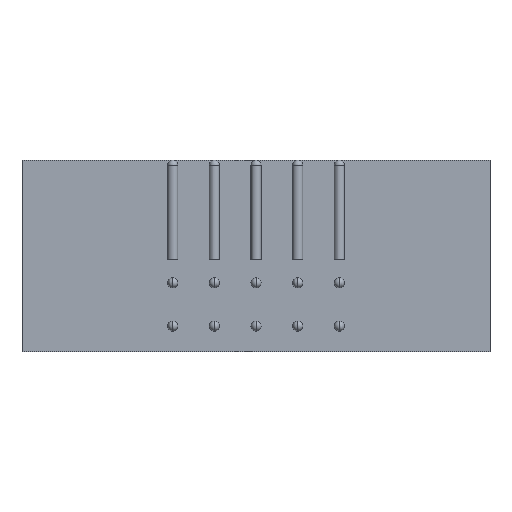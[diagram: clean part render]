
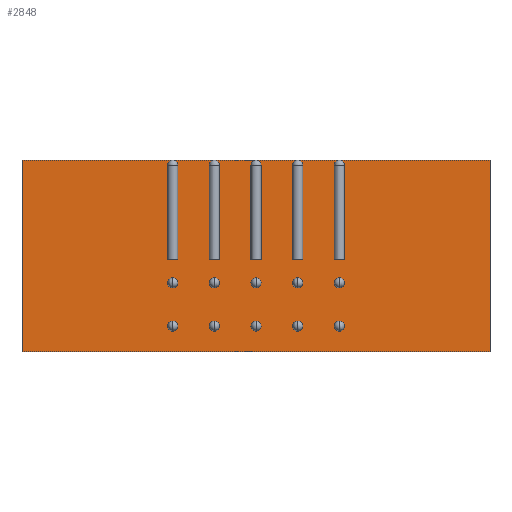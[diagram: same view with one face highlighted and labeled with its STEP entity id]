
A CAD part, front view. The second image highlights one B-rep face of the part: STEP entity #2848.
In plain terms, the highlighted planar face has unit normal (0, -1, 0).
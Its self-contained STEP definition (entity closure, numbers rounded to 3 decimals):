
#2667 = CARTESIAN_POINT ( 'NONE',  ( -15.405, 0., -6.18 ) ) ;
#2668 = VERTEX_POINT ( 'NONE', #2667 ) ;
#2669 = CARTESIAN_POINT ( 'NONE',  ( -15.405, 0., 6.444 ) ) ;
#2670 = VERTEX_POINT ( 'NONE', #2669 ) ;
#2671 = CARTESIAN_POINT ( 'NONE',  ( -15.405, 0., -6.18 ) ) ;
#2672 = DIRECTION ( 'NONE',  ( 0., 0., 1. ) ) ;
#2673 = VECTOR ( 'NONE', #2672, 1000. ) ;
#2674 = LINE ( 'NONE', #2671, #2673 ) ;
#2675 = EDGE_CURVE ( 'NONE', #2668, #2670, #2674, .T. ) ;
#2741 = CARTESIAN_POINT ( 'NONE',  ( 15.405, 0., 6.444 ) ) ;
#2742 = VERTEX_POINT ( 'NONE', #2741 ) ;
#2743 = CARTESIAN_POINT ( 'NONE',  ( -15.405, 0., 6.444 ) ) ;
#2744 = DIRECTION ( 'NONE',  ( 1., 0., 0. ) ) ;
#2745 = VECTOR ( 'NONE', #2744, 1000. ) ;
#2746 = LINE ( 'NONE', #2743, #2745 ) ;
#2747 = EDGE_CURVE ( 'NONE', #2670, #2742, #2746, .T. ) ;
#2772 = CARTESIAN_POINT ( 'NONE',  ( 15.405, 0., -6.18 ) ) ;
#2773 = VERTEX_POINT ( 'NONE', #2772 ) ;
#2774 = CARTESIAN_POINT ( 'NONE',  ( 15.405, 0., -6.18 ) ) ;
#2775 = DIRECTION ( 'NONE',  ( 0., 0., -1. ) ) ;
#2776 = VECTOR ( 'NONE', #2775, 1000. ) ;
#2777 = LINE ( 'NONE', #2774, #2776 ) ;
#2778 = EDGE_CURVE ( 'NONE', #2742, #2773, #2777, .T. ) ;
#2803 = CARTESIAN_POINT ( 'NONE',  ( -15.405, 0., -6.18 ) ) ;
#2804 = DIRECTION ( 'NONE',  ( -1., 0., 0. ) ) ;
#2805 = VECTOR ( 'NONE', #2804, 1000. ) ;
#2806 = LINE ( 'NONE', #2803, #2805 ) ;
#2807 = EDGE_CURVE ( 'NONE', #2773, #2668, #2806, .T. ) ;
#2837 = ORIENTED_EDGE ( 'NONE', *, *, #2675, .F. ) ;
#2838 = ORIENTED_EDGE ( 'NONE', *, *, #2807, .F. ) ;
#2839 = ORIENTED_EDGE ( 'NONE', *, *, #2778, .F. ) ;
#2840 = ORIENTED_EDGE ( 'NONE', *, *, #2747, .F. ) ;
#2841 = EDGE_LOOP ( 'NONE', ( #2837, #2838, #2839, #2840 ) ) ;
#2842 = FACE_OUTER_BOUND ( 'NONE', #2841, .T. ) ;
#2843 = CARTESIAN_POINT ( 'NONE',  ( 0., 0., 0.125 ) ) ;
#2844 = DIRECTION ( 'NONE',  ( 0., 1., 0. ) ) ;
#2845 = DIRECTION ( 'NONE',  ( 0., 0., 1. ) ) ;
#2846 = AXIS2_PLACEMENT_3D ( 'NONE', #2843, #2844, #2845 ) ;
#2847 = PLANE ( 'NONE', #2846 ) ;
#2848 = ADVANCED_FACE ( 'NONE', ( #2842 ), #2847, .F. ) ;
